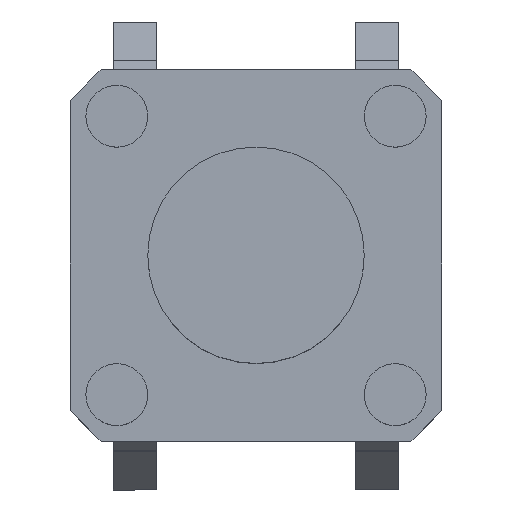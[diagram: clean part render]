
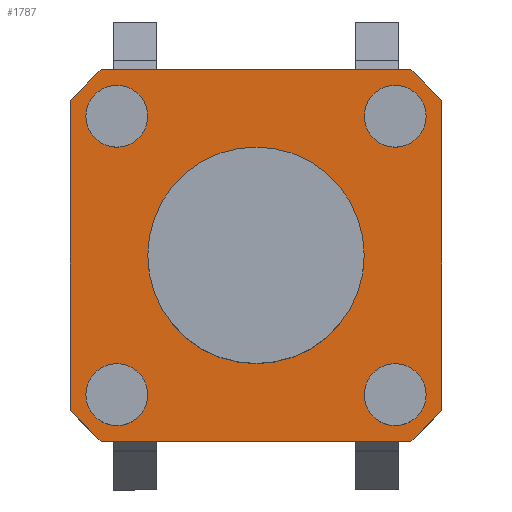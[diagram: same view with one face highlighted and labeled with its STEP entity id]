
A CAD part, top view. The second image highlights one B-rep face of the part: STEP entity #1787.
In plain terms, the highlighted face is planar.
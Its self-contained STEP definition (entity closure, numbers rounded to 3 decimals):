
#23=FACE_BOUND('',#279,.T.);
#24=FACE_BOUND('',#280,.T.);
#25=FACE_BOUND('',#281,.T.);
#26=FACE_BOUND('',#282,.T.);
#27=FACE_BOUND('',#283,.T.);
#46=PLANE('',#1932);
#158=FACE_OUTER_BOUND('',#278,.T.);
#278=EDGE_LOOP('',(#1357,#1358,#1359,#1360,#1361,#1362,#1363,#1364));
#279=EDGE_LOOP('',(#1365));
#280=EDGE_LOOP('',(#1366));
#281=EDGE_LOOP('',(#1367));
#282=EDGE_LOOP('',(#1368));
#283=EDGE_LOOP('',(#1369));
#421=LINE('',#2656,#654);
#431=LINE('',#2677,#664);
#435=LINE('',#2686,#668);
#447=LINE('',#2711,#680);
#451=LINE('',#2718,#684);
#452=LINE('',#2719,#685);
#453=LINE('',#2720,#686);
#454=LINE('',#2721,#687);
#654=VECTOR('',#2139,1000.);
#664=VECTOR('',#2151,1000.);
#668=VECTOR('',#2157,1000.);
#680=VECTOR('',#2171,1000.);
#684=VECTOR('',#2177,1000.);
#685=VECTOR('',#2178,1000.);
#686=VECTOR('',#2179,1000.);
#687=VECTOR('',#2180,1000.);
#846=CIRCLE('',#1900,0.5);
#848=CIRCLE('',#1903,0.5);
#850=CIRCLE('',#1906,0.5);
#852=CIRCLE('',#1909,0.5);
#854=CIRCLE('',#1912,1.75);
#860=VERTEX_POINT('',#2544);
#862=VERTEX_POINT('',#2550);
#864=VERTEX_POINT('',#2556);
#866=VERTEX_POINT('',#2562);
#868=VERTEX_POINT('',#2568);
#900=VERTEX_POINT('',#2653);
#901=VERTEX_POINT('',#2655);
#910=VERTEX_POINT('',#2675);
#911=VERTEX_POINT('',#2676);
#914=VERTEX_POINT('',#2684);
#915=VERTEX_POINT('',#2685);
#926=VERTEX_POINT('',#2709);
#927=VERTEX_POINT('',#2710);
#1006=EDGE_CURVE('',#860,#860,#846,.T.);
#1009=EDGE_CURVE('',#862,#862,#848,.T.);
#1012=EDGE_CURVE('',#864,#864,#850,.T.);
#1015=EDGE_CURVE('',#866,#866,#852,.T.);
#1018=EDGE_CURVE('',#868,#868,#854,.T.);
#1061=EDGE_CURVE('',#901,#900,#421,.T.);
#1071=EDGE_CURVE('',#910,#911,#431,.T.);
#1075=EDGE_CURVE('',#914,#915,#435,.T.);
#1087=EDGE_CURVE('',#926,#927,#447,.T.);
#1091=EDGE_CURVE('',#900,#910,#451,.T.);
#1092=EDGE_CURVE('',#911,#914,#452,.T.);
#1093=EDGE_CURVE('',#915,#926,#453,.T.);
#1094=EDGE_CURVE('',#927,#901,#454,.T.);
#1357=ORIENTED_EDGE('',*,*,#1061,.T.);
#1358=ORIENTED_EDGE('',*,*,#1091,.T.);
#1359=ORIENTED_EDGE('',*,*,#1071,.T.);
#1360=ORIENTED_EDGE('',*,*,#1092,.T.);
#1361=ORIENTED_EDGE('',*,*,#1075,.T.);
#1362=ORIENTED_EDGE('',*,*,#1093,.T.);
#1363=ORIENTED_EDGE('',*,*,#1087,.T.);
#1364=ORIENTED_EDGE('',*,*,#1094,.T.);
#1365=ORIENTED_EDGE('',*,*,#1006,.F.);
#1366=ORIENTED_EDGE('',*,*,#1009,.F.);
#1367=ORIENTED_EDGE('',*,*,#1012,.F.);
#1368=ORIENTED_EDGE('',*,*,#1015,.F.);
#1369=ORIENTED_EDGE('',*,*,#1018,.F.);
#1787=ADVANCED_FACE('',(#158,#23,#24,#25,#26,#27),#46,.F.);
#1900=AXIS2_PLACEMENT_3D('',#2545,#2040,#2041);
#1903=AXIS2_PLACEMENT_3D('',#2551,#2047,#2048);
#1906=AXIS2_PLACEMENT_3D('',#2557,#2054,#2055);
#1909=AXIS2_PLACEMENT_3D('',#2563,#2061,#2062);
#1912=AXIS2_PLACEMENT_3D('',#2569,#2068,#2069);
#1932=AXIS2_PLACEMENT_3D('',#2717,#2175,#2176);
#2040=DIRECTION('center_axis',(0.,1.,0.));
#2041=DIRECTION('ref_axis',(0.,0.,-1.));
#2047=DIRECTION('center_axis',(0.,1.,0.));
#2048=DIRECTION('ref_axis',(0.,0.,-1.));
#2054=DIRECTION('center_axis',(0.,1.,0.));
#2055=DIRECTION('ref_axis',(0.,0.,-1.));
#2061=DIRECTION('center_axis',(0.,1.,0.));
#2062=DIRECTION('ref_axis',(0.,0.,-1.));
#2068=DIRECTION('center_axis',(0.,1.,0.));
#2069=DIRECTION('ref_axis',(0.,0.,-1.));
#2139=DIRECTION('',(0.,0.,-1.));
#2151=DIRECTION('',(-1.,0.,0.));
#2157=DIRECTION('',(0.,0.,1.));
#2171=DIRECTION('',(1.,0.,0.));
#2175=DIRECTION('center_axis',(0.,-1.,0.));
#2176=DIRECTION('ref_axis',(0.,0.,-1.));
#2177=DIRECTION('',(-0.707,0.,-0.707));
#2178=DIRECTION('',(-0.707,0.,0.707));
#2179=DIRECTION('',(0.707,0.,0.707));
#2180=DIRECTION('',(0.707,0.,-0.707));
#2544=CARTESIAN_POINT('',(-2.25,3.,2.75));
#2545=CARTESIAN_POINT('Origin',(-2.25,3.,2.25));
#2550=CARTESIAN_POINT('',(-2.25,3.,-1.75));
#2551=CARTESIAN_POINT('Origin',(-2.25,3.,-2.25));
#2556=CARTESIAN_POINT('',(2.25,3.,2.75));
#2557=CARTESIAN_POINT('Origin',(2.25,3.,2.25));
#2562=CARTESIAN_POINT('',(2.25,3.,-1.75));
#2563=CARTESIAN_POINT('Origin',(2.25,3.,-2.25));
#2568=CARTESIAN_POINT('',(0.,3.,1.75));
#2569=CARTESIAN_POINT('Origin',(0.,3.,0.));
#2653=CARTESIAN_POINT('',(3.005,3.,-2.505));
#2655=CARTESIAN_POINT('',(3.005,3.,2.505));
#2656=CARTESIAN_POINT('',(3.005,3.,3.005));
#2675=CARTESIAN_POINT('',(2.505,3.,-3.005));
#2676=CARTESIAN_POINT('',(-2.505,3.,-3.005));
#2677=CARTESIAN_POINT('',(-3.005,3.,-3.005));
#2684=CARTESIAN_POINT('',(-3.005,3.,-2.505));
#2685=CARTESIAN_POINT('',(-3.005,3.,2.505));
#2686=CARTESIAN_POINT('',(-3.005,3.,3.005));
#2709=CARTESIAN_POINT('',(-2.505,3.,3.005));
#2710=CARTESIAN_POINT('',(2.505,3.,3.005));
#2711=CARTESIAN_POINT('',(-3.005,3.,3.005));
#2717=CARTESIAN_POINT('Origin',(0.,3.,0.));
#2718=CARTESIAN_POINT('',(2.505,3.,-3.005));
#2719=CARTESIAN_POINT('',(-3.005,3.,-2.505));
#2720=CARTESIAN_POINT('',(-2.505,3.,3.005));
#2721=CARTESIAN_POINT('',(3.005,3.,2.505));
